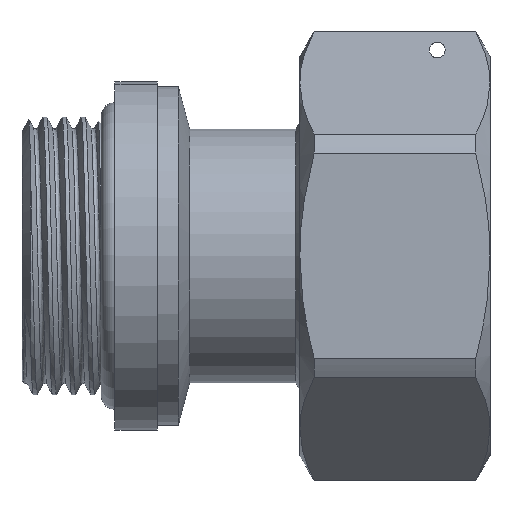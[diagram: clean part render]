
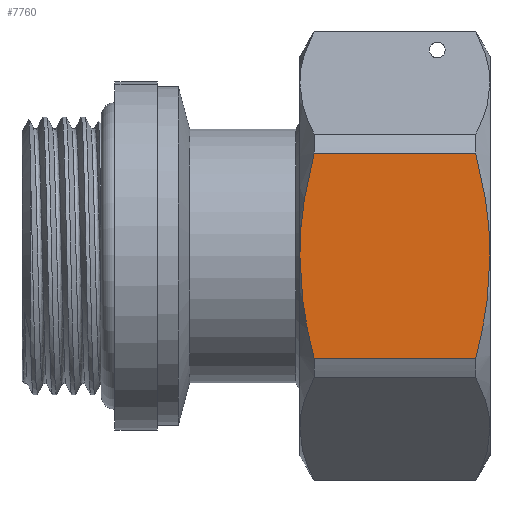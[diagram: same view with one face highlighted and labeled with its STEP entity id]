
A CAD part, top view. The second image highlights one B-rep face of the part: STEP entity #7760.
In plain terms, the highlighted face is planar.
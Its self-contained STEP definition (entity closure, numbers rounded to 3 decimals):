
#3916=CARTESIAN_POINT('',(-9.714,1.357,-18.9));
#3917=CARTESIAN_POINT('',(-8.872,1.135,-18.9));
#3918=CARTESIAN_POINT('',(-7.209,0.742,-18.9));
#3919=CARTESIAN_POINT('',(-4.796,0.319,-18.9));
#3920=CARTESIAN_POINT('',(-2.398,0.059,-18.9));
#3921=CARTESIAN_POINT('',(-0.799,0.,-18.9));
#3922=CARTESIAN_POINT('',(0.,0.,-18.9));
#3924=CARTESIAN_POINT('',(0.,0.,-18.9));
#3925=CARTESIAN_POINT('',(0.639,0.,-18.9));
#3926=CARTESIAN_POINT('',(1.919,0.038,-18.9));
#3927=CARTESIAN_POINT('',(3.836,0.205,-18.9));
#3928=CARTESIAN_POINT('',(5.76,0.479,-18.9));
#3929=CARTESIAN_POINT('',(7.707,0.857,-18.9));
#3930=CARTESIAN_POINT('',(9.04,1.179,-18.9));
#3931=CARTESIAN_POINT('',(9.714,1.357,-18.9));
#4427=DIRECTION('',(0.,-1.,0.));
#4428=VECTOR('',#4427,15.286);
#4429=CARTESIAN_POINT('',(9.714,16.643,-18.9));
#4430=LINE('',#4429,#4428);
#4449=DIRECTION('',(0.,-1.,0.));
#4450=VECTOR('',#4449,15.286);
#4451=CARTESIAN_POINT('',(-9.714,16.643,-18.9));
#4452=LINE('',#4451,#4450);
#4563=CARTESIAN_POINT('',(-9.714,16.643,-18.9));
#4564=CARTESIAN_POINT('',(-8.872,16.865,-18.9));
#4565=CARTESIAN_POINT('',(-7.209,17.258,-18.9));
#4566=CARTESIAN_POINT('',(-4.796,17.681,-18.9));
#4567=CARTESIAN_POINT('',(-2.398,17.941,-18.9));
#4568=CARTESIAN_POINT('',(-0.799,18.,-18.9));
#4569=CARTESIAN_POINT('',(0.,18.,-18.9));
#4571=CARTESIAN_POINT('',(0.,18.,-18.9));
#4572=CARTESIAN_POINT('',(0.639,18.,-18.9));
#4573=CARTESIAN_POINT('',(1.919,17.962,-18.9));
#4574=CARTESIAN_POINT('',(3.836,17.795,-18.9));
#4575=CARTESIAN_POINT('',(5.76,17.521,-18.9));
#4576=CARTESIAN_POINT('',(7.707,17.143,-18.9));
#4577=CARTESIAN_POINT('',(9.04,16.821,-18.9));
#4578=CARTESIAN_POINT('',(9.714,16.643,-18.9));
#6968=VERTEX_POINT('',#3916);
#6969=VERTEX_POINT('',#3922);
#6970=VERTEX_POINT('',#3931);
#6977=CARTESIAN_POINT('',(-9.714,16.643,-18.9));
#6978=VERTEX_POINT('',#6977);
#6979=CARTESIAN_POINT('',(9.714,16.643,-18.9));
#6980=VERTEX_POINT('',#6979);
#6984=VERTEX_POINT('',#4569);
#7745=CARTESIAN_POINT('',(-10.912,18.,-18.9));
#7746=DIRECTION('',(0.,0.,1.));
#7747=DIRECTION('',(1.,0.,0.));
#7748=AXIS2_PLACEMENT_3D('',#7745,#7746,#7747);
#7749=PLANE('',#7748);
#7750=ORIENTED_EDGE('',*,*,#7383,.T.);
#7751=ORIENTED_EDGE('',*,*,#7395,.T.);
#7752=ORIENTED_EDGE('',*,*,#7661,.F.);
#7754=ORIENTED_EDGE('',*,*,#7753,.F.);
#7756=ORIENTED_EDGE('',*,*,#7755,.F.);
#7757=ORIENTED_EDGE('',*,*,#7679,.T.);
#7758=EDGE_LOOP('',(#7750,#7751,#7752,#7754,#7756,#7757));
#7759=FACE_OUTER_BOUND('',#7758,.F.);
#7760=ADVANCED_FACE('',(#7759),#7749,.F.);
#3923=B_SPLINE_CURVE_WITH_KNOTS('',3,(#3916,#3917,#3918,#3919,#3920,#3921,
#3922),.UNSPECIFIED.,.F.,.F.,(4,1,1,1,4),(0.,0.25,0.5,0.75,1.),
.UNSPECIFIED.);
#3932=B_SPLINE_CURVE_WITH_KNOTS('',3,(#3924,#3925,#3926,#3927,#3928,#3929,#3930,
#3931),.UNSPECIFIED.,.F.,.F.,(4,1,1,1,1,4),(0.,0.2,0.4,0.6,0.8,1.),
.UNSPECIFIED.);
#4570=B_SPLINE_CURVE_WITH_KNOTS('',3,(#4563,#4564,#4565,#4566,#4567,#4568,
#4569),.UNSPECIFIED.,.F.,.F.,(4,1,1,1,4),(0.,0.25,0.5,0.75,1.),
.UNSPECIFIED.);
#4579=B_SPLINE_CURVE_WITH_KNOTS('',3,(#4571,#4572,#4573,#4574,#4575,#4576,#4577,
#4578),.UNSPECIFIED.,.F.,.F.,(4,1,1,1,1,4),(0.,0.2,0.4,0.6,0.8,1.),
.UNSPECIFIED.);
#7383=EDGE_CURVE('',#6968,#6969,#3923,.T.);
#7395=EDGE_CURVE('',#6969,#6970,#3932,.T.);
#7661=EDGE_CURVE('',#6980,#6970,#4430,.T.);
#7679=EDGE_CURVE('',#6978,#6968,#4452,.T.);
#7753=EDGE_CURVE('',#6984,#6980,#4579,.T.);
#7755=EDGE_CURVE('',#6978,#6984,#4570,.T.);
